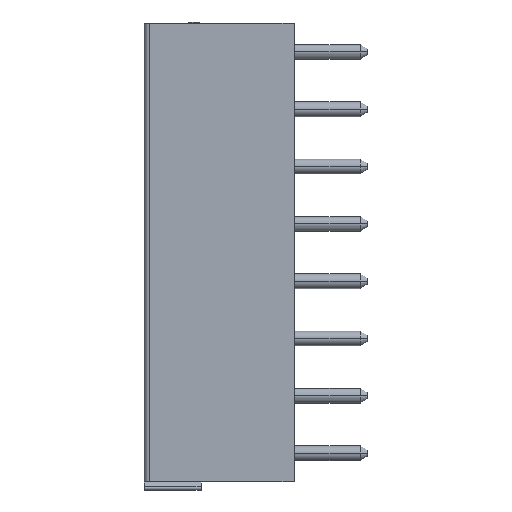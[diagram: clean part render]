
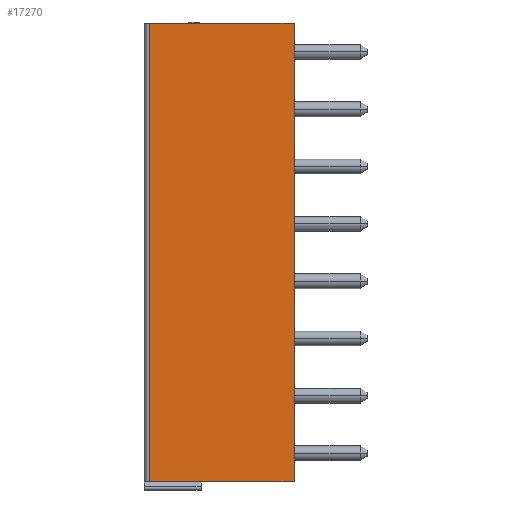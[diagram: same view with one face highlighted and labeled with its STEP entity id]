
A CAD part, left-side view. The second image highlights one B-rep face of the part: STEP entity #17270.
In plain terms, the highlighted planar face has unit normal (-1, 0, 0).
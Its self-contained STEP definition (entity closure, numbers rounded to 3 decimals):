
#50=DIRECTION('',(0.,1.,0.));
#51=VECTOR('',#50,8.85);
#52=CARTESIAN_POINT('',(-3.5,-4.575,-26.25));
#53=LINE('',#52,#51);
#2040=DIRECTION('',(0.,1.,0.));
#2041=VECTOR('',#2040,8.85);
#2042=CARTESIAN_POINT('',(-3.5,-4.575,1.75));
#2043=LINE('',#2042,#2041);
#3677=DIRECTION('',(0.,0.,-1.));
#3678=VECTOR('',#3677,28.);
#3679=CARTESIAN_POINT('',(-3.5,-4.575,1.75));
#3680=LINE('',#3679,#3678);
#4477=DIRECTION('',(0.,0.,-1.));
#4478=VECTOR('',#4477,28.);
#4479=CARTESIAN_POINT('',(-3.5,4.275,1.75));
#4480=LINE('',#4479,#4478);
#8889=CARTESIAN_POINT('',(-3.5,4.275,-26.25));
#8891=VERTEX_POINT('',#8889);
#8893=CARTESIAN_POINT('',(-3.5,-4.575,-26.25));
#8894=VERTEX_POINT('',#8893);
#8909=CARTESIAN_POINT('',(-3.5,4.275,1.75));
#8911=VERTEX_POINT('',#8909);
#8913=CARTESIAN_POINT('',(-3.5,-4.575,1.75));
#8914=VERTEX_POINT('',#8913);
#17258=CARTESIAN_POINT('',(-3.5,4.275,-26.25));
#17259=DIRECTION('',(-1.,0.,0.));
#17260=DIRECTION('',(0.,-1.,0.));
#17261=AXIS2_PLACEMENT_3D('',#17258,#17259,#17260);
#17262=PLANE('',#17261);
#17263=ORIENTED_EDGE('',*,*,#11518,.T.);
#17265=ORIENTED_EDGE('',*,*,#17264,.F.);
#17266=ORIENTED_EDGE('',*,*,#14114,.F.);
#17267=ORIENTED_EDGE('',*,*,#16153,.T.);
#17268=EDGE_LOOP('',(#17263,#17265,#17266,#17267));
#17269=FACE_OUTER_BOUND('',#17268,.F.);
#11518=EDGE_CURVE('',#8894,#8891,#53,.T.);
#14114=EDGE_CURVE('',#8914,#8911,#2043,.T.);
#16153=EDGE_CURVE('',#8914,#8894,#3680,.T.);
#17264=EDGE_CURVE('',#8911,#8891,#4480,.T.);
#17270=ADVANCED_FACE('',(#17269),#17262,.T.);
